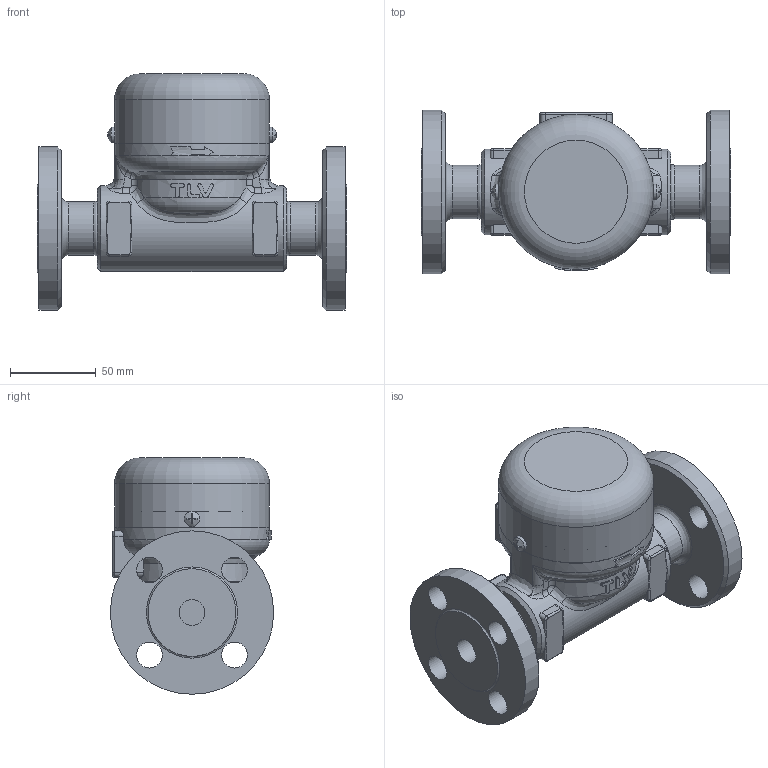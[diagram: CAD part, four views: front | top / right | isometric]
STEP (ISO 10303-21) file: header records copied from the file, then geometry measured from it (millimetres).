
FILE_DESCRIPTION((''),'2;1');
FILE_NAME('hr80a-015-jis20-00.stp','2010-11-04T13:50:14',('nakaot'),(''),'Autodesk Inventor 2008','Autodesk Inventor 2008','');
FILE_SCHEMA(('AUTOMOTIVE_DESIGN { 1 0 10303 214 1 1 1 1 }'));
Length unit declared in the file: millimetre
Products named in the file (1): hr80a-015-jis20-00
Bounding box: 180 x 95 x 137.5 mm (x, y, z)
Volume: 1003048.8 mm3; surface area: 106031.7 mm2
Topology: 4 solids, 4 shells, 302 faces, 744 edges, 439 vertices
Faces by surface type: bspline 112, cylinder 95, plane 77, torus 13, cone 4, sphere 1
Full cylindrical faces by diameter (mm): 9 x1, 15 x5, 31 x1, 50 x1, 88.6 x2, 90 x2, 95 x1
Entity records: 14622 total; most frequent: CARTESIAN_POINT 8179, ORIENTED_EDGE 1352, DIRECTION 1228, EDGE_CURVE 676, AXIS2_PLACEMENT_3D 495, VERTEX_POINT 430, EDGE_LOOP 370, FACE_OUTER_BOUND 302
